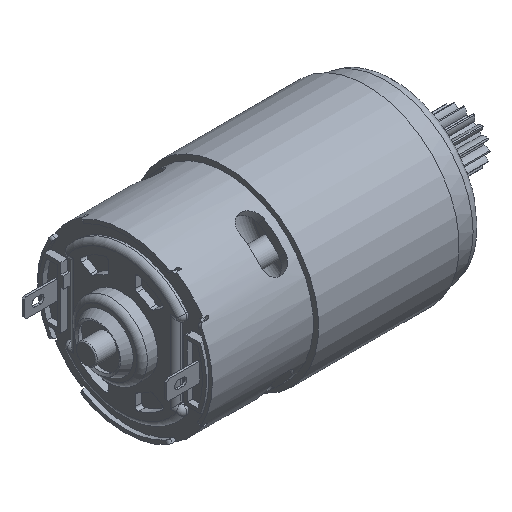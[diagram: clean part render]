
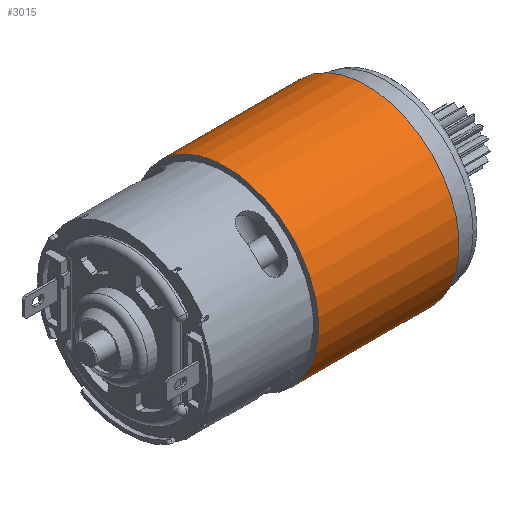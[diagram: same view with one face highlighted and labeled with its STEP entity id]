
A CAD part, isometric view. The second image highlights one B-rep face of the part: STEP entity #3015.
In plain terms, the highlighted cylindrical face has radius 22.416 mm (diameter 44.831 mm), a partial arc.
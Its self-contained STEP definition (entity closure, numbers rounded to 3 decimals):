
#521 = DIRECTION ( 'NONE',  ( 1., 0., 0. ) ) ;
#1936 = VECTOR ( 'NONE', #3857, 1000. ) ;
#2707 = CARTESIAN_POINT ( 'NONE',  ( -41.1, 28.223, 0.766 ) ) ;
#3015 = ADVANCED_FACE ( 'NONE', ( #12059 ), #4470, .T. ) ;
#3848 = AXIS2_PLACEMENT_3D ( 'NONE', #20723, #9208, #22677 ) ;
#3857 = DIRECTION ( 'NONE',  ( 1., 0., 0. ) ) ;
#4015 = DIRECTION ( 'NONE',  ( 0., 0., -1. ) ) ;
#4470 = CYLINDRICAL_SURFACE ( 'NONE', #6583, 22.415 ) ;
#4512 = LINE ( 'NONE', #16706, #14809 ) ;
#4546 = EDGE_CURVE ( 'NONE', #21183, #23276, #22506, .T. ) ;
#4570 = CIRCLE ( 'NONE', #17681, 22.415 ) ;
#6583 = AXIS2_PLACEMENT_3D ( 'NONE', #10060, #521, #4015 ) ;
#7396 = CIRCLE ( 'NONE', #3848, 22.415 ) ;
#7647 = DIRECTION ( 'NONE',  ( 1., 0., 0. ) ) ;
#7768 = EDGE_CURVE ( 'NONE', #17561, #23276, #4570, .T. ) ;
#9208 = DIRECTION ( 'NONE',  ( 1., 0., 0. ) ) ;
#9422 = ORIENTED_EDGE ( 'NONE', *, *, #7768, .F. ) ;
#10022 = ORIENTED_EDGE ( 'NONE', *, *, #24214, .F. ) ;
#10060 = CARTESIAN_POINT ( 'NONE',  ( -104.501, 22.415, 22.416 ) ) ;
#10727 = CARTESIAN_POINT ( 'NONE',  ( -41.1, 16.608, 0.766 ) ) ;
#12059 = FACE_OUTER_BOUND ( 'NONE', #23630, .T. ) ;
#12927 = EDGE_CURVE ( 'NONE', #20332, #21183, #7396, .T. ) ;
#14697 = DIRECTION ( 'NONE',  ( 1., 0., 0. ) ) ;
#14809 = VECTOR ( 'NONE', #14697, 1000. ) ;
#16706 = CARTESIAN_POINT ( 'NONE',  ( -75.2, 28.223, 0.766 ) ) ;
#17377 = CARTESIAN_POINT ( 'NONE',  ( -75.2, 16.608, 0.766 ) ) ;
#17561 = VERTEX_POINT ( 'NONE', #22942 ) ;
#17608 = ORIENTED_EDGE ( 'NONE', *, *, #4546, .T. ) ;
#17681 = AXIS2_PLACEMENT_3D ( 'NONE', #19177, #7647, #21107 ) ;
#19177 = CARTESIAN_POINT ( 'NONE',  ( -7.1, 22.415, 22.416 ) ) ;
#19444 = CARTESIAN_POINT ( 'NONE',  ( -7.1, 16.608, 0.766 ) ) ;
#19751 = ORIENTED_EDGE ( 'NONE', *, *, #12927, .T. ) ;
#20332 = VERTEX_POINT ( 'NONE', #2707 ) ;
#20723 = CARTESIAN_POINT ( 'NONE',  ( -41.1, 22.415, 22.416 ) ) ;
#21107 = DIRECTION ( 'NONE',  ( 0., 0., -1. ) ) ;
#21183 = VERTEX_POINT ( 'NONE', #10727 ) ;
#22506 = LINE ( 'NONE', #17377, #1936 ) ;
#22677 = DIRECTION ( 'NONE',  ( 0., 0., 1. ) ) ;
#22942 = CARTESIAN_POINT ( 'NONE',  ( -7.1, 28.223, 0.766 ) ) ;
#23276 = VERTEX_POINT ( 'NONE', #19444 ) ;
#23630 = EDGE_LOOP ( 'NONE', ( #9422, #10022, #19751, #17608 ) ) ;
#24214 = EDGE_CURVE ( 'NONE', #20332, #17561, #4512, .T. ) ;
